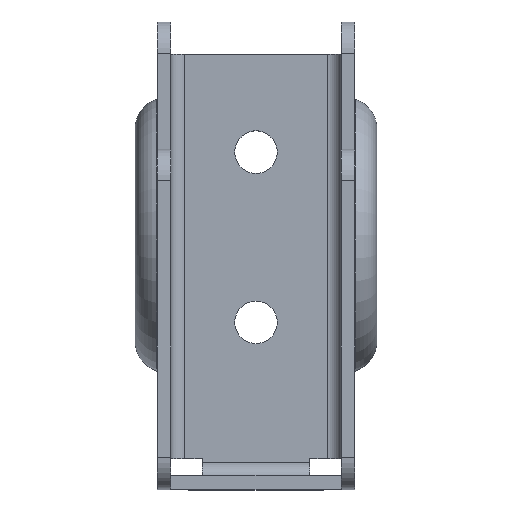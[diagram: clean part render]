
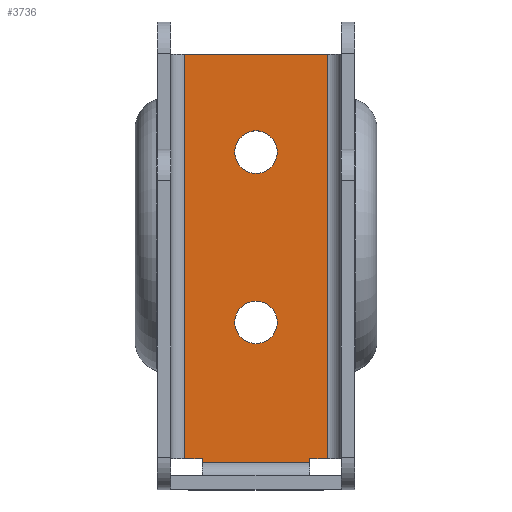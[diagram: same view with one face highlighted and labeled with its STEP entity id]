
A CAD part, top view. The second image highlights one B-rep face of the part: STEP entity #3736.
In plain terms, the highlighted planar face has unit normal (0, 0, 1).
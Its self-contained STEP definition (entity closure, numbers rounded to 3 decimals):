
#8 = DIRECTION ( 'NONE',  ( 0., -1., 0. ) ) ;
#12 = DIRECTION ( 'NONE',  ( 0., 0., 1. ) ) ;
#20 = CIRCLE ( 'NONE', #3870, 2.5 ) ;
#179 = FACE_OUTER_BOUND ( 'NONE', #1733, .T. ) ;
#219 = CARTESIAN_POINT ( 'NONE',  ( 2.5, 64.4, 1.6 ) ) ;
#275 = DIRECTION ( 'NONE',  ( 1., 0., 0. ) ) ;
#286 = CARTESIAN_POINT ( 'NONE',  ( 0., 64.4, 1.6 ) ) ;
#287 = DIRECTION ( 'NONE',  ( 1., 0., 0. ) ) ;
#336 = VECTOR ( 'NONE', #1941, 1000. ) ;
#353 = CARTESIAN_POINT ( 'NONE',  ( -2.5, 64.4, 1.6 ) ) ;
#424 = EDGE_CURVE ( 'NONE', #3619, #648, #20, .T. ) ;
#485 = CARTESIAN_POINT ( 'NONE',  ( 8.4, 95.9, 1.6 ) ) ;
#568 = CARTESIAN_POINT ( 'NONE',  ( -6.3, 47.9, 1.6 ) ) ;
#578 = LINE ( 'NONE', #568, #2781 ) ;
#585 = DIRECTION ( 'NONE',  ( 1., 0., 0. ) ) ;
#593 = VERTEX_POINT ( 'NONE', #1894 ) ;
#594 = EDGE_CURVE ( 'NONE', #3462, #3785, #2651, .T. ) ;
#621 = DIRECTION ( 'NONE',  ( 0., 0., 1. ) ) ;
#624 = CIRCLE ( 'NONE', #1658, 2.5 ) ;
#648 = VERTEX_POINT ( 'NONE', #2819 ) ;
#666 = EDGE_CURVE ( 'NONE', #3084, #2332, #3261, .T. ) ;
#775 = CARTESIAN_POINT ( 'NONE',  ( -6.3, 40.8, 1.6 ) ) ;
#850 = EDGE_LOOP ( 'NONE', ( #3722, #2511 ) ) ;
#904 = ORIENTED_EDGE ( 'NONE', *, *, #666, .T. ) ;
#969 = LINE ( 'NONE', #3734, #336 ) ;
#971 = CARTESIAN_POINT ( 'NONE',  ( 8.4, 40.8, 1.6 ) ) ;
#1003 = DIRECTION ( 'NONE',  ( 0., 0., 1. ) ) ;
#1019 = EDGE_CURVE ( 'NONE', #3284, #3462, #578, .T. ) ;
#1039 = ORIENTED_EDGE ( 'NONE', *, *, #2353, .F. ) ;
#1324 = CARTESIAN_POINT ( 'NONE',  ( -2.5, 84.4, 1.6 ) ) ;
#1344 = CARTESIAN_POINT ( 'NONE',  ( -12.3, 95.9, 1.6 ) ) ;
#1383 = DIRECTION ( 'NONE',  ( -1., 0., 0. ) ) ;
#1386 = VECTOR ( 'NONE', #287, 1000. ) ;
#1398 = CARTESIAN_POINT ( 'NONE',  ( 6.3, 48.4, 1.6 ) ) ;
#1404 = EDGE_LOOP ( 'NONE', ( #1039, #2055 ) ) ;
#1447 = ORIENTED_EDGE ( 'NONE', *, *, #1632, .T. ) ;
#1508 = CARTESIAN_POINT ( 'NONE',  ( -6.3, 47.9, 1.6 ) ) ;
#1512 = CARTESIAN_POINT ( 'NONE',  ( -8.4, 95.9, 1.6 ) ) ;
#1514 = AXIS2_PLACEMENT_3D ( 'NONE', #2778, #1003, #3077 ) ;
#1564 = CARTESIAN_POINT ( 'NONE',  ( 6.3, 47.9, 1.6 ) ) ;
#1587 = ORIENTED_EDGE ( 'NONE', *, *, #1019, .T. ) ;
#1632 = EDGE_CURVE ( 'NONE', #593, #2011, #2254, .T. ) ;
#1648 = DIRECTION ( 'NONE',  ( -1., 0., 0. ) ) ;
#1658 = AXIS2_PLACEMENT_3D ( 'NONE', #1818, #12, #2117 ) ;
#1688 = EDGE_CURVE ( 'NONE', #2011, #3284, #2782, .T. ) ;
#1699 = FACE_BOUND ( 'NONE', #1404, .T. ) ;
#1733 = EDGE_LOOP ( 'NONE', ( #2842, #1587, #2559, #2611, #3027, #904, #3226, #1447 ) ) ;
#1737 = VERTEX_POINT ( 'NONE', #2144 ) ;
#1754 = EDGE_CURVE ( 'NONE', #1737, #3084, #3484, .T. ) ;
#1769 = VECTOR ( 'NONE', #1648, 1000. ) ;
#1818 = CARTESIAN_POINT ( 'NONE',  ( 0., 84.4, 1.6 ) ) ;
#1856 = VECTOR ( 'NONE', #2201, 1000. ) ;
#1858 = VERTEX_POINT ( 'NONE', #219 ) ;
#1861 = DIRECTION ( 'NONE',  ( 0., 1., 0. ) ) ;
#1892 = VECTOR ( 'NONE', #8, 1000. ) ;
#1894 = CARTESIAN_POINT ( 'NONE',  ( -8.4, 48.4, 1.6 ) ) ;
#1913 = DIRECTION ( 'NONE',  ( 1., 0., 0. ) ) ;
#1941 = DIRECTION ( 'NONE',  ( 0., -1., 0. ) ) ;
#1944 = EDGE_CURVE ( 'NONE', #3471, #1858, #2642, .T. ) ;
#2011 = VERTEX_POINT ( 'NONE', #3019 ) ;
#2055 = ORIENTED_EDGE ( 'NONE', *, *, #424, .F. ) ;
#2117 = DIRECTION ( 'NONE',  ( 1., 0., 0. ) ) ;
#2144 = CARTESIAN_POINT ( 'NONE',  ( 8.4, 48.4, 1.6 ) ) ;
#2201 = DIRECTION ( 'NONE',  ( 0., 1., 0. ) ) ;
#2254 = LINE ( 'NONE', #3897, #1386 ) ;
#2332 = VERTEX_POINT ( 'NONE', #1512 ) ;
#2353 = EDGE_CURVE ( 'NONE', #648, #3619, #624, .T. ) ;
#2385 = DIRECTION ( 'NONE',  ( 0., 0., 1. ) ) ;
#2497 = EDGE_CURVE ( 'NONE', #2332, #593, #969, .T. ) ;
#2511 = ORIENTED_EDGE ( 'NONE', *, *, #1944, .F. ) ;
#2559 = ORIENTED_EDGE ( 'NONE', *, *, #594, .T. ) ;
#2590 = VECTOR ( 'NONE', #1861, 1000. ) ;
#2606 = CARTESIAN_POINT ( 'NONE',  ( 0., 84.4, 1.6 ) ) ;
#2611 = ORIENTED_EDGE ( 'NONE', *, *, #3403, .T. ) ;
#2642 = CIRCLE ( 'NONE', #3370, 2.5 ) ;
#2651 = LINE ( 'NONE', #3399, #1856 ) ;
#2677 = FACE_BOUND ( 'NONE', #850, .T. ) ;
#2699 = DIRECTION ( 'NONE',  ( 1., 0., 0. ) ) ;
#2778 = CARTESIAN_POINT ( 'NONE',  ( 0., 64.4, 1.6 ) ) ;
#2781 = VECTOR ( 'NONE', #275, 1000. ) ;
#2782 = LINE ( 'NONE', #3327, #1892 ) ;
#2819 = CARTESIAN_POINT ( 'NONE',  ( 2.5, 84.4, 1.6 ) ) ;
#2821 = EDGE_CURVE ( 'NONE', #1858, #3471, #3012, .T. ) ;
#2842 = ORIENTED_EDGE ( 'NONE', *, *, #1688, .T. ) ;
#2858 = PLANE ( 'NONE',  #3079 ) ;
#2910 = VECTOR ( 'NONE', #1913, 1000. ) ;
#3012 = CIRCLE ( 'NONE', #1514, 2.5 ) ;
#3019 = CARTESIAN_POINT ( 'NONE',  ( -6.3, 48.4, 1.6 ) ) ;
#3027 = ORIENTED_EDGE ( 'NONE', *, *, #1754, .T. ) ;
#3077 = DIRECTION ( 'NONE',  ( 1., 0., 0. ) ) ;
#3079 = AXIS2_PLACEMENT_3D ( 'NONE', #775, #3165, #1383 ) ;
#3084 = VERTEX_POINT ( 'NONE', #485 ) ;
#3165 = DIRECTION ( 'NONE',  ( 0., 0., -1. ) ) ;
#3226 = ORIENTED_EDGE ( 'NONE', *, *, #2497, .T. ) ;
#3261 = LINE ( 'NONE', #1344, #1769 ) ;
#3284 = VERTEX_POINT ( 'NONE', #1508 ) ;
#3327 = CARTESIAN_POINT ( 'NONE',  ( -6.3, 44.5, 1.6 ) ) ;
#3370 = AXIS2_PLACEMENT_3D ( 'NONE', #286, #2385, #585 ) ;
#3399 = CARTESIAN_POINT ( 'NONE',  ( 6.3, 44.5, 1.6 ) ) ;
#3403 = EDGE_CURVE ( 'NONE', #3785, #1737, #3620, .T. ) ;
#3462 = VERTEX_POINT ( 'NONE', #1564 ) ;
#3471 = VERTEX_POINT ( 'NONE', #353 ) ;
#3484 = LINE ( 'NONE', #971, #2590 ) ;
#3619 = VERTEX_POINT ( 'NONE', #1324 ) ;
#3620 = LINE ( 'NONE', #3705, #2910 ) ;
#3705 = CARTESIAN_POINT ( 'NONE',  ( 6.3, 48.4, 1.6 ) ) ;
#3722 = ORIENTED_EDGE ( 'NONE', *, *, #2821, .F. ) ;
#3734 = CARTESIAN_POINT ( 'NONE',  ( -8.4, 40.8, 1.6 ) ) ;
#3736 = ADVANCED_FACE ( 'NONE', ( #2677, #1699, #179 ), #2858, .F. ) ;
#3785 = VERTEX_POINT ( 'NONE', #1398 ) ;
#3870 = AXIS2_PLACEMENT_3D ( 'NONE', #2606, #621, #2699 ) ;
#3897 = CARTESIAN_POINT ( 'NONE',  ( -6.3, 48.4, 1.6 ) ) ;
